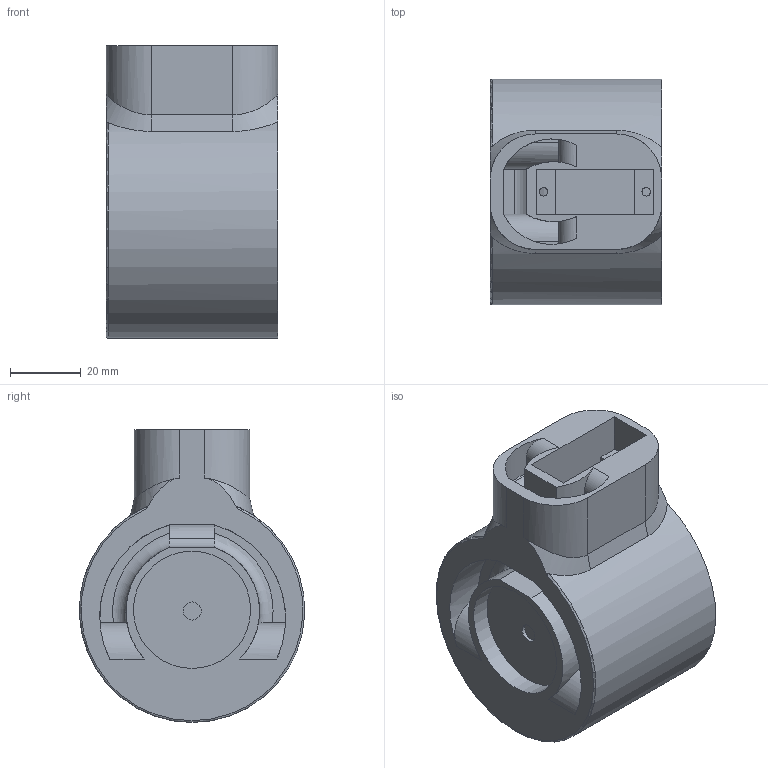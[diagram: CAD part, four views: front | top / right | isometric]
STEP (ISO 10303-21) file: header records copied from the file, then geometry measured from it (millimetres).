
FILE_DESCRIPTION(/* description */ (''),/* implementation_level */ '2;1');
FILE_NAME(/* name */ 'Joint 2.step',/* time_stamp */ '2025-12-02T22:45:10-08:00',/* author */ (''),/* organization */ (''),/* preprocessor_version */ 'ST-DEVELOPER v20.1',/* originating_system */ 'Autodesk Translation Framework v14.21.0.0',/* authorisation */ '');
FILE_SCHEMA (('AUTOMOTIVE_DESIGN { 1 0 10303 214 3 1 1 }'));
Length unit declared in the file: metre
Products named in the file (1): Joint 2
Bounding box: 48.26 x 63.47 x 82.55 mm (x, y, z)
Volume: 154488.7 mm3; surface area: 25179.1 mm2
Topology: 1 solids, 1 shells, 73 faces, 189 edges, 121 vertices
Faces by surface type: plane 36, cylinder 29, bspline 4, torus 3, cone 1
Full cylindrical faces by diameter (mm): 2.413 x2, 5.08 x1, 33.02 x1, 50.8 x1
Entity records: 2805 total; most frequent: CARTESIAN_POINT 1006, ORIENTED_EDGE 378, DIRECTION 343, EDGE_CURVE 189, VERTEX_POINT 121, AXIS2_PLACEMENT_3D 118, LINE 107, VECTOR 107
